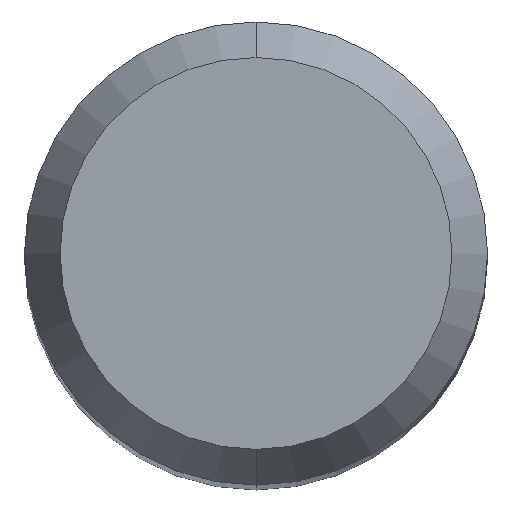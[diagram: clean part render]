
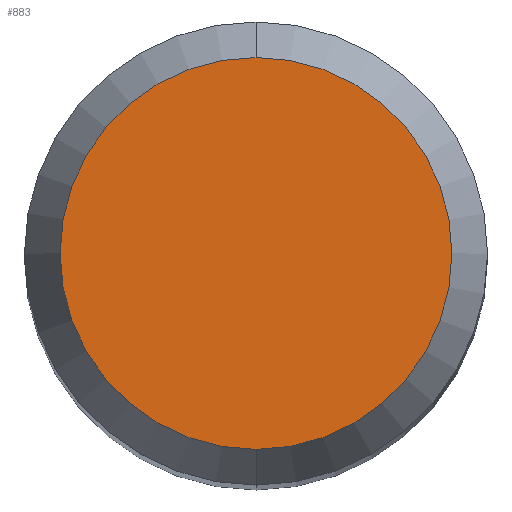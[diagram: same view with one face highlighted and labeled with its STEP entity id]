
A CAD part, top view. The second image highlights one B-rep face of the part: STEP entity #883.
In plain terms, the highlighted planar face has unit normal (0, 0, 1).
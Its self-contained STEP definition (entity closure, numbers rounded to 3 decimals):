
#589=VERTEX_POINT('',#1310);
#635=VERTEX_POINT('',#1361);
#719=EDGE_CURVE('',#635,#589,#1455,.T.);
#883=ADVANCED_FACE('',(#1635),#1636,.T.);
#913=EDGE_CURVE('',#589,#635,#1668,.T.);
#1310=CARTESIAN_POINT('',(0.0,2.538,0.0));
#1361=CARTESIAN_POINT('',(0.,-2.538,0.0));
#1455=CIRCLE('',#3515,2.538);
#1635=FACE_OUTER_BOUND('',#4156,.T.);
#1636=PLANE('',#4157);
#1668=CIRCLE('',#4248,2.538);
#3515=AXIS2_PLACEMENT_3D('',#5353,#5354,#5355);
#4156=EDGE_LOOP('',(#5563,#5564));
#4157=AXIS2_PLACEMENT_3D('',#5565,#5566,#5567);
#4248=AXIS2_PLACEMENT_3D('',#5590,#5591,#5592);
#5353=CARTESIAN_POINT('',(0.0,0.0,0.0));
#5354=DIRECTION('',(0.0,0.0,-1.0));
#5355=DIRECTION('',(0.0,1.0,0.0));
#5563=ORIENTED_EDGE('',*,*,#913,.F.);
#5564=ORIENTED_EDGE('',*,*,#719,.F.);
#5565=CARTESIAN_POINT('',(0.0,1.269,0.0));
#5566=DIRECTION('',(-0.0,0.0,1.0));
#5567=DIRECTION('',(0.0,-1.0,0.0));
#5590=CARTESIAN_POINT('',(0.0,0.0,0.0));
#5591=DIRECTION('',(0.0,0.0,-1.0));
#5592=DIRECTION('',(0.0,1.0,0.0));
